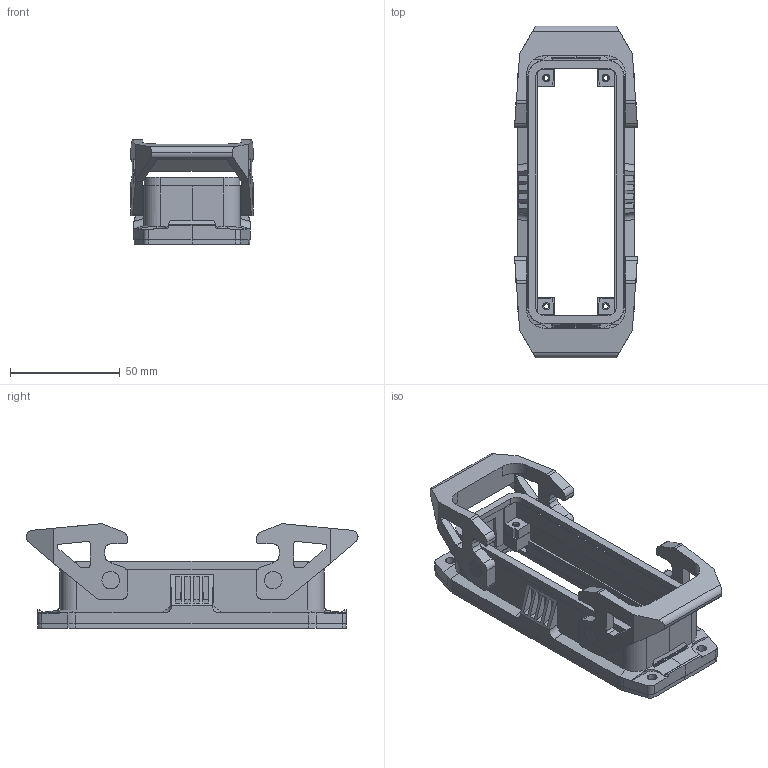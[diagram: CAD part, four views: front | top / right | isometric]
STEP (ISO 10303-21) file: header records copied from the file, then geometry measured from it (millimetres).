
FILE_DESCRIPTION(('HOOPS Exchange Step'),'2;1');
FILE_NAME('export-039D0E76-5E60-468B-B5BD-AA2F7A01C540.stp','2022-09-26T21:24:30+02:00',('Engineering'),('Alibre'),'HOOPS Exchange 2021.0','Alibre','Unknown authorisation');
FILE_SCHEMA( ('AP242_MANAGED_MODEL_BASED_3D_ENGINEERING_MIM_LF {1 0 10303 442 1 1 4 }') );
Length unit declared in the file: millimetre
Products named in the file (2): 6057-1 Housing - HC-EVO-B24-BWD-PLRBK; 6057 Housing - HC-EVO-B24-BWD-PLRBK
Assembly tree (1 placements, depth 2):
  6057 Housing - HC-EVO-B24-BWD-PLRBK
    6057-1 Housing - HC-EVO-B24-BWD-PLRBK
Bounding box: 56 x 151.2 x 47.6 mm (x, y, z)
Volume: 73892.6 mm3; surface area: 41963.5 mm2
Topology: 1 solids, 1 shells, 555 faces, 1550 edges, 1024 vertices
Faces by surface type: plane 344, cylinder 192, cone 11, bspline 8
Entity records: 27991 total; most frequent: CARTESIAN_POINT 13730, ORIENTED_EDGE 3100, DIRECTION 2726, EDGE_CURVE 1550, VECTOR 1054, LINE 1054, VERTEX_POINT 1024, AXIS2_PLACEMENT_3D 836
